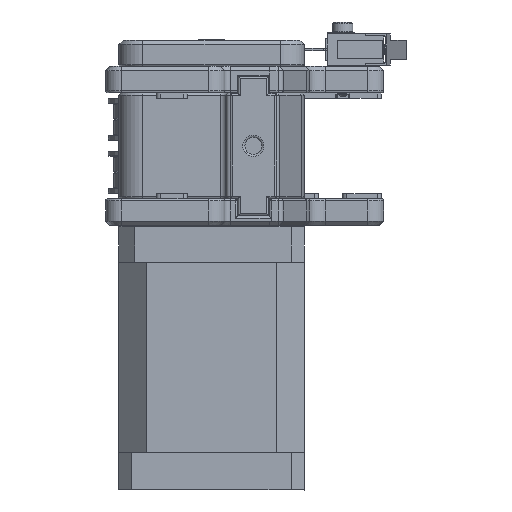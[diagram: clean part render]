
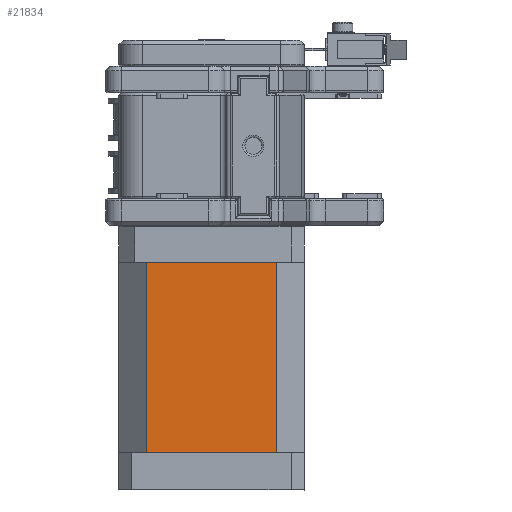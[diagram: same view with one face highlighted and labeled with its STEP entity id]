
A CAD part, left-side view. The second image highlights one B-rep face of the part: STEP entity #21834.
In plain terms, the highlighted face is planar.
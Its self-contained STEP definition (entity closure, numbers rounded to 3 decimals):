
#1467=PLANE('',#23646);
#2295=FACE_OUTER_BOUND('',#3657,.T.);
#3657=EDGE_LOOP('',(#16562,#16563,#16564,#16565));
#5089=LINE('',#42058,#6949);
#5099=LINE('',#42082,#6959);
#5100=LINE('',#42084,#6960);
#5101=LINE('',#42085,#6961);
#6949=VECTOR('',#27063,1000.);
#6959=VECTOR('',#27085,1000.);
#6960=VECTOR('',#27086,1000.);
#6961=VECTOR('',#27087,1000.);
#10046=VERTEX_POINT('',#42055);
#10047=VERTEX_POINT('',#42057);
#10055=VERTEX_POINT('',#42081);
#10056=VERTEX_POINT('',#42083);
#12410=EDGE_CURVE('',#10047,#10046,#5089,.T.);
#12422=EDGE_CURVE('',#10047,#10055,#5099,.T.);
#12423=EDGE_CURVE('',#10046,#10056,#5100,.T.);
#12424=EDGE_CURVE('',#10056,#10055,#5101,.T.);
#16562=ORIENTED_EDGE('',*,*,#12422,.F.);
#16563=ORIENTED_EDGE('',*,*,#12410,.T.);
#16564=ORIENTED_EDGE('',*,*,#12423,.T.);
#16565=ORIENTED_EDGE('',*,*,#12424,.T.);
#21834=ADVANCED_FACE('',(#2295),#1467,.T.);
#23646=AXIS2_PLACEMENT_3D('',#42080,#27083,#27084);
#27063=DIRECTION('',(0.,0.,-1.));
#27083=DIRECTION('center_axis',(1.,0.,0.));
#27084=DIRECTION('ref_axis',(0.,0.,
-1.));
#27085=DIRECTION('',(0.,1.,0.));
#27086=DIRECTION('',(0.,1.,0.));
#27087=DIRECTION('',(0.,0.,1.));
#42055=CARTESIAN_POINT('',(35.,-36.,5.302));
#42057=CARTESIAN_POINT('',(35.,-36.,29.698));
#42058=CARTESIAN_POINT('',(35.,-36.,29.698));
#42080=CARTESIAN_POINT('Origin',(35.,0.,
0.));
#42081=CARTESIAN_POINT('',(35.,0.,29.698));
#42082=CARTESIAN_POINT('',(35.,-18.,29.698));
#42083=CARTESIAN_POINT('',(35.,0.,5.302));
#42084=CARTESIAN_POINT('',(35.,-18.,5.302));
#42085=CARTESIAN_POINT('',(35.,0.,0.));
